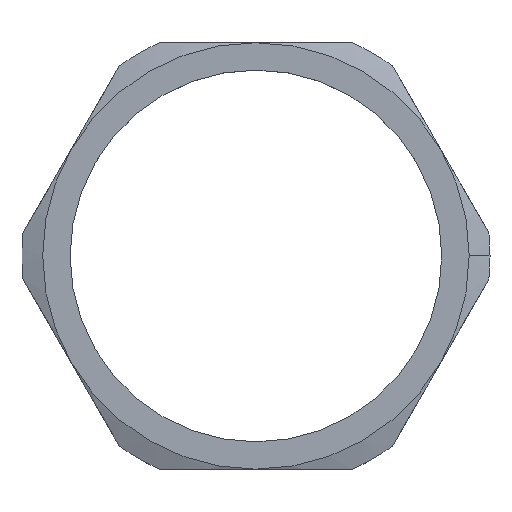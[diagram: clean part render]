
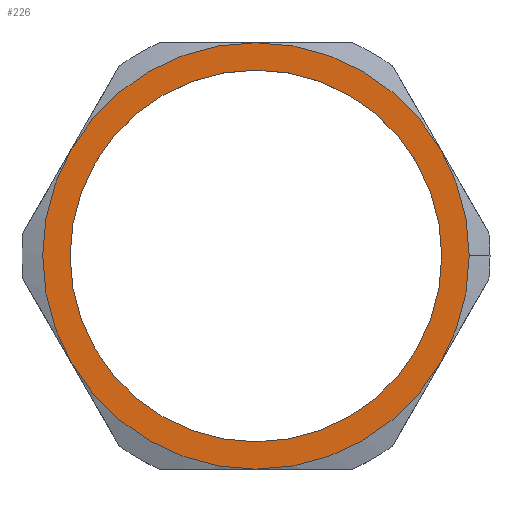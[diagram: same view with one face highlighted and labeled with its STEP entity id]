
A CAD part, top view. The second image highlights one B-rep face of the part: STEP entity #226.
In plain terms, the highlighted planar face has unit normal (0, 0, 1).
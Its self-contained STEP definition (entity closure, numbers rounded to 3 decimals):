
#12 = AXIS2_PLACEMENT_3D ( 'NONE', #605, #601, #600 ) ;
#13 = AXIS2_PLACEMENT_3D ( 'NONE', #614, #607, #606 ) ;
#18 = AXIS2_PLACEMENT_3D ( 'NONE', #306, #307, #308 ) ;
#26 = AXIS2_PLACEMENT_3D ( 'NONE', #321, #328, #329 ) ;
#33 = AXIS2_PLACEMENT_3D ( 'NONE', #382, #383, #384 ) ;
#35 = AXIS2_PLACEMENT_3D ( 'NONE', #358, #362, #363 ) ;
#55 = FACE_BOUND ( 'NONE', #778, .T. ) ;
#59 = FACE_OUTER_BOUND ( 'NONE', #779, .T. ) ;
#62 = AXIS2_PLACEMENT_3D ( 'NONE', #451, #452, #453 ) ;
#65 = AXIS2_PLACEMENT_3D ( 'NONE', #461, #462, #463 ) ;
#107 = AXIS2_PLACEMENT_3D ( 'NONE', #524, #525, #526 ) ;
#109 = AXIS2_PLACEMENT_3D ( 'NONE', #518, #519, #520 ) ;
#177 = EDGE_CURVE ( 'NONE', #819, #798, #279, .T. ) ;
#179 = EDGE_CURVE ( 'NONE', #789, #804, #278, .T. ) ;
#187 = EDGE_CURVE ( 'NONE', #787, #811, #277, .T. ) ;
#193 = EDGE_CURVE ( 'NONE', #811, #789, #276, .T. ) ;
#202 = EDGE_CURVE ( 'NONE', #804, #819, #274, .T. ) ;
#206 = EDGE_CURVE ( 'NONE', #790, #787, #272, .T. ) ;
#226 = ADVANCED_FACE ( 'NONE', ( #55, #59 ), #450, .T. ) ;
#230 = EDGE_CURVE ( 'NONE', #724, #784, #258, .T. ) ;
#249 = CIRCLE ( 'NONE', #107, 15.25 ) ;
#251 = CIRCLE ( 'NONE', #109, 17.5 ) ;
#258 = CIRCLE ( 'NONE', #65, 15.25 ) ;
#272 = CIRCLE ( 'NONE', #33, 17.5 ) ;
#274 = CIRCLE ( 'NONE', #35, 17.5 ) ;
#276 = CIRCLE ( 'NONE', #26, 17.5 ) ;
#277 = CIRCLE ( 'NONE', #18, 17.5 ) ;
#278 = CIRCLE ( 'NONE', #12, 17.5 ) ;
#279 = CIRCLE ( 'NONE', #13, 17.5 ) ;
#296 = EDGE_CURVE ( 'NONE', #798, #790, #251, .T. ) ;
#298 = EDGE_CURVE ( 'NONE', #784, #724, #249, .T. ) ;
#306 = CARTESIAN_POINT ( 'NONE',  ( 0., 0., 3.5 ) ) ;
#307 = DIRECTION ( 'NONE',  ( 0., 0., 1. ) ) ;
#308 = DIRECTION ( 'NONE',  ( 1., 0., 0. ) ) ;
#321 = CARTESIAN_POINT ( 'NONE',  ( 0., 0., 3.5 ) ) ;
#328 = DIRECTION ( 'NONE',  ( 0., 0., 1. ) ) ;
#329 = DIRECTION ( 'NONE',  ( 1., 0., 0. ) ) ;
#358 = CARTESIAN_POINT ( 'NONE',  ( 0., 0., 3.5 ) ) ;
#362 = DIRECTION ( 'NONE',  ( 0., 0., 1. ) ) ;
#363 = DIRECTION ( 'NONE',  ( 1., 0., 0. ) ) ;
#382 = CARTESIAN_POINT ( 'NONE',  ( 0., 0., 3.5 ) ) ;
#383 = DIRECTION ( 'NONE',  ( 0., 0., 1. ) ) ;
#384 = DIRECTION ( 'NONE',  ( 1., 0., 0. ) ) ;
#450 = PLANE ( 'NONE',  #62 ) ;
#451 = CARTESIAN_POINT ( 'NONE',  ( 0., 0., 3.5 ) ) ;
#452 = DIRECTION ( 'NONE',  ( 0., 0., 1. ) ) ;
#453 = DIRECTION ( 'NONE',  ( 1., 0., 0. ) ) ;
#461 = CARTESIAN_POINT ( 'NONE',  ( 0., 0., 3.5 ) ) ;
#462 = DIRECTION ( 'NONE',  ( 0., 0., 1. ) ) ;
#463 = DIRECTION ( 'NONE',  ( 1., 0., 0. ) ) ;
#518 = CARTESIAN_POINT ( 'NONE',  ( 0., 0., 3.5 ) ) ;
#519 = DIRECTION ( 'NONE',  ( 0., 0., 1. ) ) ;
#520 = DIRECTION ( 'NONE',  ( 1., 0., 0. ) ) ;
#524 = CARTESIAN_POINT ( 'NONE',  ( 0., 0., 3.5 ) ) ;
#525 = DIRECTION ( 'NONE',  ( 0., 0., 1. ) ) ;
#526 = DIRECTION ( 'NONE',  ( 1., 0., 0. ) ) ;
#527 = CARTESIAN_POINT ( 'NONE',  ( -15.25, 0., 3.5 ) ) ;
#534 = CARTESIAN_POINT ( 'NONE',  ( 15.25, 0., 3.5 ) ) ;
#537 = CARTESIAN_POINT ( 'NONE',  ( 17.5, 0., 3.5 ) ) ;
#539 = CARTESIAN_POINT ( 'NONE',  ( 0., 17.5, 3.5 ) ) ;
#540 = CARTESIAN_POINT ( 'NONE',  ( 15.155, -8.75, 3.5 ) ) ;
#548 = CARTESIAN_POINT ( 'NONE',  ( 0., -17.5, 3.5 ) ) ;
#554 = CARTESIAN_POINT ( 'NONE',  ( -15.155, 8.75, 3.5 ) ) ;
#561 = CARTESIAN_POINT ( 'NONE',  ( 15.155, 8.75, 3.5 ) ) ;
#569 = CARTESIAN_POINT ( 'NONE',  ( -15.155, -8.75, 3.5 ) ) ;
#600 = DIRECTION ( 'NONE',  ( 1., 0., 0. ) ) ;
#601 = DIRECTION ( 'NONE',  ( 0., 0., 1. ) ) ;
#605 = CARTESIAN_POINT ( 'NONE',  ( 0., 0., 3.5 ) ) ;
#606 = DIRECTION ( 'NONE',  ( 1., 0., 0. ) ) ;
#607 = DIRECTION ( 'NONE',  ( 0., 0., 1. ) ) ;
#614 = CARTESIAN_POINT ( 'NONE',  ( 0., 0., 3.5 ) ) ;
#686 = ORIENTED_EDGE ( 'NONE', *, *, #187, .T. ) ;
#692 = ORIENTED_EDGE ( 'NONE', *, *, #298, .F. ) ;
#697 = ORIENTED_EDGE ( 'NONE', *, *, #179, .T. ) ;
#698 = ORIENTED_EDGE ( 'NONE', *, *, #193, .T. ) ;
#699 = ORIENTED_EDGE ( 'NONE', *, *, #296, .T. ) ;
#703 = ORIENTED_EDGE ( 'NONE', *, *, #202, .T. ) ;
#704 = ORIENTED_EDGE ( 'NONE', *, *, #206, .T. ) ;
#705 = ORIENTED_EDGE ( 'NONE', *, *, #177, .T. ) ;
#715 = ORIENTED_EDGE ( 'NONE', *, *, #230, .F. ) ;
#724 = VERTEX_POINT ( 'NONE', #527 ) ;
#778 = EDGE_LOOP ( 'NONE', ( #715, #692 ) ) ;
#779 = EDGE_LOOP ( 'NONE', ( #704, #686, #698, #697, #703, #705, #699 ) ) ;
#784 = VERTEX_POINT ( 'NONE', #534 ) ;
#787 = VERTEX_POINT ( 'NONE', #537 ) ;
#789 = VERTEX_POINT ( 'NONE', #539 ) ;
#790 = VERTEX_POINT ( 'NONE', #540 ) ;
#798 = VERTEX_POINT ( 'NONE', #548 ) ;
#804 = VERTEX_POINT ( 'NONE', #554 ) ;
#811 = VERTEX_POINT ( 'NONE', #561 ) ;
#819 = VERTEX_POINT ( 'NONE', #569 ) ;
